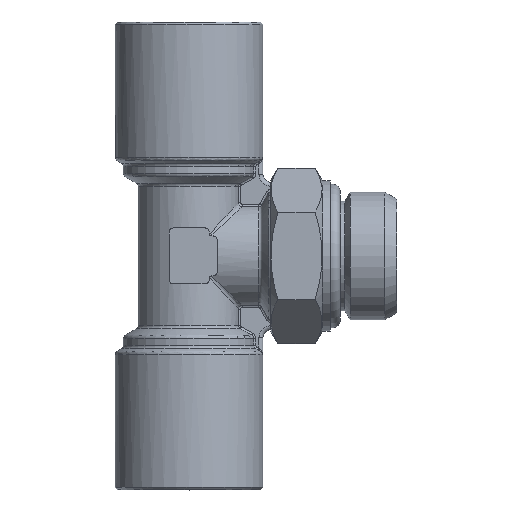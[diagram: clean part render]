
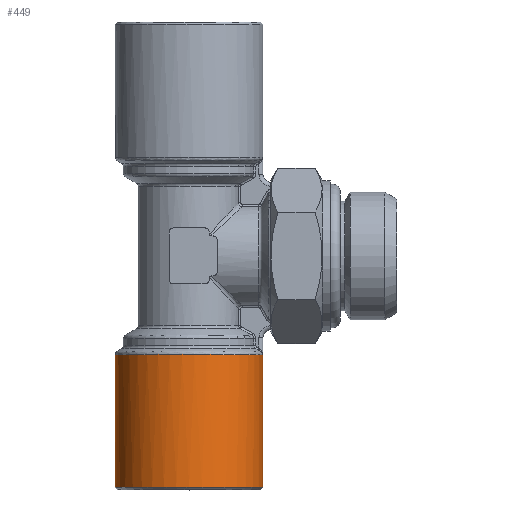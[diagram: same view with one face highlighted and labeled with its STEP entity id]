
A CAD part, top view. The second image highlights one B-rep face of the part: STEP entity #449.
In plain terms, the highlighted cylindrical face has radius 9.25 mm (diameter 18.5 mm), a full revolution.
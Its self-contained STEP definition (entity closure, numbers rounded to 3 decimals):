
#449 = ADVANCED_FACE( 'NONE', ( #1331, #1332 ), #1333, .T. );
#1331 = FACE_OUTER_BOUND( '', #6716, .T. );
#1332 = FACE_OUTER_BOUND( '', #6717, .T. );
#1333 = CYLINDRICAL_SURFACE( '', #6718, 9.25 );
#6716 = EDGE_LOOP( '', ( #10120, #10121, #10122 ) );
#6717 = EDGE_LOOP( '', ( #10123 ) );
#6718 = AXIS2_PLACEMENT_3D( '', #10124, #10125, #10126 );
#10120 = ORIENTED_EDGE( '', *, *, #11721, .F. );
#10121 = ORIENTED_EDGE( '', *, *, #11064, .F. );
#10122 = ORIENTED_EDGE( '', *, *, #11812, .F. );
#10123 = ORIENTED_EDGE( '', *, *, #11813, .F. );
#10124 = CARTESIAN_POINT( '', ( 0., 0., 0. ) );
#10125 = DIRECTION( '', ( 0., -1., 0. ) );
#10126 = DIRECTION( '', ( -1., 0., 0. ) );
#11064 = EDGE_CURVE( 'NONE', #12541, #12537, #12543, .T. );
#11721 = EDGE_CURVE( 'NONE', #12537, #13057, #13590, .T. );
#11812 = EDGE_CURVE( 'NONE', #13057, #12541, #13711, .T. );
#11813 = EDGE_CURVE( 'NONE', #13712, #13712, #13713, .T. );
#12537 = VERTEX_POINT( 'NONE', #16330 );
#12541 = VERTEX_POINT( 'NONE', #16335 );
#12543 = CIRCLE( '', #16337, 9.25 );
#13057 = VERTEX_POINT( 'NONE', #18013 );
#13590 = CIRCLE( '', #20391, 9.25 );
#13711 = CIRCLE( '', #20973, 9.25 );
#13712 = VERTEX_POINT( '', #20974 );
#13713 = CIRCLE( '', #20975, 9.25 );
#16330 = CARTESIAN_POINT( '', ( 9.25, -12.355, 0. ) );
#16335 = CARTESIAN_POINT( '', ( 9.151, -12.355, 1.347 ) );
#16337 = AXIS2_PLACEMENT_3D( '', #21524, #21525, #21526 );
#18013 = CARTESIAN_POINT( '', ( 9.151, -12.355, -1.347 ) );
#20391 = AXIS2_PLACEMENT_3D( '', #22099, #22100, #22101 );
#20973 = AXIS2_PLACEMENT_3D( '', #22182, #22183, #22184 );
#20974 = CARTESIAN_POINT( '', ( 0., -29., -9.25 ) );
#20975 = AXIS2_PLACEMENT_3D( '', #22185, #22186, #22187 );
#21524 = CARTESIAN_POINT( '', ( 0., -12.355, 0. ) );
#21525 = DIRECTION( '', ( 0., 1., 0. ) );
#21526 = DIRECTION( '', ( -1., 0., 0. ) );
#22099 = CARTESIAN_POINT( '', ( 0., -12.355, 0. ) );
#22100 = DIRECTION( '', ( 0., 1., 0. ) );
#22101 = DIRECTION( '', ( -1., 0., 0. ) );
#22182 = CARTESIAN_POINT( '', ( 0., -12.355, 0. ) );
#22183 = DIRECTION( '', ( 0., 1., 0. ) );
#22184 = DIRECTION( '', ( -1., 0., 0. ) );
#22185 = CARTESIAN_POINT( '', ( 0., -29., 0. ) );
#22186 = DIRECTION( '', ( 0., -1., 0. ) );
#22187 = DIRECTION( '', ( 0., 0., -1. ) );
